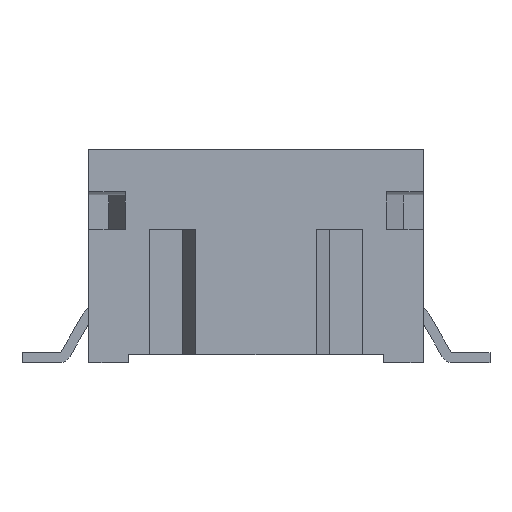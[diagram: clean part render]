
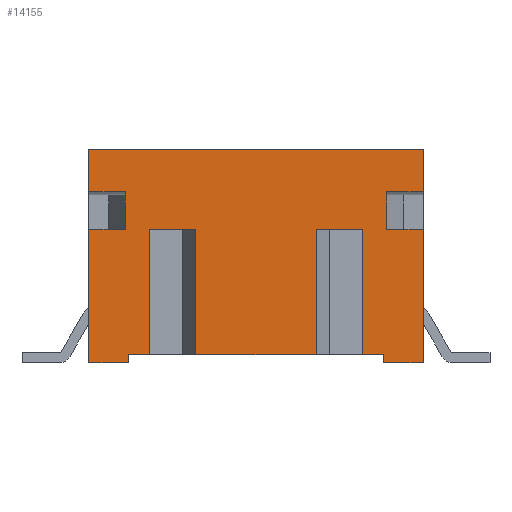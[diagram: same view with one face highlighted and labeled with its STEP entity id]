
A CAD part, front view. The second image highlights one B-rep face of the part: STEP entity #14155.
In plain terms, the highlighted planar face has unit normal (0, -1, 0).
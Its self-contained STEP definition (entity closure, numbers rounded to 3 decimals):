
#2542 = VERTEX_POINT('',#2543);
#2543 = CARTESIAN_POINT('',(-1.8,-5.,4.));
#2549 = EDGE_CURVE('',#2550,#2542,#2552,.T.);
#2550 = VERTEX_POINT('',#2551);
#2551 = CARTESIAN_POINT('',(-3.18,-5.,4.));
#2552 = LINE('',#2553,#2554);
#2553 = CARTESIAN_POINT('',(-3.18,-5.,4.));
#2554 = VECTOR('',#2555,1.);
#2555 = DIRECTION('',(1.,0.,0.));
#2622 = VERTEX_POINT('',#2623);
#2623 = CARTESIAN_POINT('',(3.18,-5.,4.));
#2629 = EDGE_CURVE('',#2630,#2622,#2632,.T.);
#2630 = VERTEX_POINT('',#2631);
#2631 = CARTESIAN_POINT('',(1.8,-5.,4.));
#2632 = LINE('',#2633,#2634);
#2633 = CARTESIAN_POINT('',(1.8,-5.,4.));
#2634 = VECTOR('',#2635,1.);
#2635 = DIRECTION('',(1.,0.,0.));
#6699 = VERTEX_POINT('',#6700);
#6700 = CARTESIAN_POINT('',(-3.912,-5.,5.116));
#6707 = EDGE_CURVE('',#6699,#6708,#6710,.T.);
#6708 = VERTEX_POINT('',#6709);
#6709 = CARTESIAN_POINT('',(-5.,-5.,5.116));
#6710 = LINE('',#6711,#6712);
#6711 = CARTESIAN_POINT('',(-3.912,-5.,5.116));
#6712 = VECTOR('',#6713,1.);
#6713 = DIRECTION('',(-1.,0.,0.));
#6783 = EDGE_CURVE('',#6784,#6786,#6788,.T.);
#6784 = VERTEX_POINT('',#6785);
#6785 = CARTESIAN_POINT('',(5.,-5.,5.116));
#6786 = VERTEX_POINT('',#6787);
#6787 = CARTESIAN_POINT('',(3.912,-5.,5.116));
#6788 = LINE('',#6789,#6790);
#6789 = CARTESIAN_POINT('',(5.,-5.,5.116));
#6790 = VECTOR('',#6791,1.);
#6791 = DIRECTION('',(-1.,0.,0.));
#7053 = EDGE_CURVE('',#7054,#6786,#7056,.T.);
#7054 = VERTEX_POINT('',#7055);
#7055 = CARTESIAN_POINT('',(3.912,-5.,4.));
#7056 = LINE('',#7057,#7058);
#7057 = CARTESIAN_POINT('',(3.912,-5.,4.));
#7058 = VECTOR('',#7059,1.);
#7059 = DIRECTION('',(0.,0.,1.));
#7075 = EDGE_CURVE('',#7076,#6699,#7078,.T.);
#7076 = VERTEX_POINT('',#7077);
#7077 = CARTESIAN_POINT('',(-3.912,-5.,4.));
#7078 = LINE('',#7079,#7080);
#7079 = CARTESIAN_POINT('',(-3.912,-5.,4.));
#7080 = VECTOR('',#7081,1.);
#7081 = DIRECTION('',(0.,0.,1.));
#7363 = EDGE_CURVE('',#7364,#6708,#7366,.T.);
#7364 = VERTEX_POINT('',#7365);
#7365 = CARTESIAN_POINT('',(-5.,-5.,6.385));
#7366 = LINE('',#7367,#7368);
#7367 = CARTESIAN_POINT('',(-5.,-5.,6.385));
#7368 = VECTOR('',#7369,1.);
#7369 = DIRECTION('',(0.,0.,-1.));
#7462 = VERTEX_POINT('',#7463);
#7463 = CARTESIAN_POINT('',(5.,-5.,6.385));
#7469 = EDGE_CURVE('',#6784,#7462,#7470,.T.);
#7470 = LINE('',#7471,#7472);
#7471 = CARTESIAN_POINT('',(5.,-5.,5.116));
#7472 = VECTOR('',#7473,1.);
#7473 = DIRECTION('',(0.,0.,1.));
#7784 = EDGE_CURVE('',#7364,#7462,#7785,.T.);
#7785 = LINE('',#7786,#7787);
#7786 = CARTESIAN_POINT('',(-5.,-5.,6.385));
#7787 = VECTOR('',#7788,1.);
#7788 = DIRECTION('',(1.,0.,0.));
#7803 = EDGE_CURVE('',#7804,#7054,#7806,.T.);
#7804 = VERTEX_POINT('',#7805);
#7805 = CARTESIAN_POINT('',(5.,-5.,4.));
#7806 = LINE('',#7807,#7808);
#7807 = CARTESIAN_POINT('',(5.,-5.,4.));
#7808 = VECTOR('',#7809,1.);
#7809 = DIRECTION('',(-1.,0.,0.));
#7835 = VERTEX_POINT('',#7836);
#7836 = CARTESIAN_POINT('',(-5.,-5.,4.));
#7842 = EDGE_CURVE('',#7076,#7835,#7843,.T.);
#7843 = LINE('',#7844,#7845);
#7844 = CARTESIAN_POINT('',(-3.912,-5.,4.));
#7845 = VECTOR('',#7846,1.);
#7846 = DIRECTION('',(-1.,0.,0.));
#11088 = VERTEX_POINT('',#11089);
#11089 = CARTESIAN_POINT('',(3.82,-5.,0.25));
#11095 = EDGE_CURVE('',#11096,#11088,#11098,.T.);
#11096 = VERTEX_POINT('',#11097);
#11097 = CARTESIAN_POINT('',(3.18,-5.,0.25));
#11098 = LINE('',#11099,#11100);
#11099 = CARTESIAN_POINT('',(3.18,-5.,0.25));
#11100 = VECTOR('',#11101,1.);
#11101 = DIRECTION('',(1.,0.,0.));
#11120 = VERTEX_POINT('',#11121);
#11121 = CARTESIAN_POINT('',(1.8,-5.,0.25));
#11127 = EDGE_CURVE('',#11128,#11120,#11130,.T.);
#11128 = VERTEX_POINT('',#11129);
#11129 = CARTESIAN_POINT('',(-1.8,-5.,0.25));
#11130 = LINE('',#11131,#11132);
#11131 = CARTESIAN_POINT('',(-1.8,-5.,0.25));
#11132 = VECTOR('',#11133,1.);
#11133 = DIRECTION('',(1.,0.,0.));
#11152 = VERTEX_POINT('',#11153);
#11153 = CARTESIAN_POINT('',(-3.18,-5.,0.25));
#11159 = EDGE_CURVE('',#11160,#11152,#11162,.T.);
#11160 = VERTEX_POINT('',#11161);
#11161 = CARTESIAN_POINT('',(-3.82,-5.,0.25));
#11162 = LINE('',#11163,#11164);
#11163 = CARTESIAN_POINT('',(-3.82,-5.,0.25));
#11164 = VECTOR('',#11165,1.);
#11165 = DIRECTION('',(1.,0.,0.));
#12178 = EDGE_CURVE('',#12179,#7804,#12181,.T.);
#12179 = VERTEX_POINT('',#12180);
#12180 = CARTESIAN_POINT('',(5.,-5.,0.));
#12181 = LINE('',#12182,#12183);
#12182 = CARTESIAN_POINT('',(5.,-5.,0.));
#12183 = VECTOR('',#12184,1.);
#12184 = DIRECTION('',(0.,0.,1.));
#13247 = EDGE_CURVE('',#11120,#2630,#13248,.T.);
#13248 = LINE('',#13249,#13250);
#13249 = CARTESIAN_POINT('',(1.8,-5.,0.25));
#13250 = VECTOR('',#13251,1.);
#13251 = DIRECTION('',(0.,0.,1.));
#13262 = EDGE_CURVE('',#2622,#11096,#13263,.T.);
#13263 = LINE('',#13264,#13265);
#13264 = CARTESIAN_POINT('',(3.18,-5.,4.));
#13265 = VECTOR('',#13266,1.);
#13266 = DIRECTION('',(0.,0.,-1.));
#13303 = EDGE_CURVE('',#11152,#2550,#13304,.T.);
#13304 = LINE('',#13305,#13306);
#13305 = CARTESIAN_POINT('',(-3.18,-5.,0.25));
#13306 = VECTOR('',#13307,1.);
#13307 = DIRECTION('',(0.,0.,1.));
#13318 = EDGE_CURVE('',#2542,#11128,#13319,.T.);
#13319 = LINE('',#13320,#13321);
#13320 = CARTESIAN_POINT('',(-1.8,-5.,4.));
#13321 = VECTOR('',#13322,1.);
#13322 = DIRECTION('',(0.,0.,-1.));
#13618 = VERTEX_POINT('',#13619);
#13619 = CARTESIAN_POINT('',(-5.,-5.,0.));
#13625 = EDGE_CURVE('',#13618,#7835,#13626,.T.);
#13626 = LINE('',#13627,#13628);
#13627 = CARTESIAN_POINT('',(-5.,-5.,0.));
#13628 = VECTOR('',#13629,1.);
#13629 = DIRECTION('',(0.,0.,1.));
#13692 = VERTEX_POINT('',#13693);
#13693 = CARTESIAN_POINT('',(-3.82,-5.,0.));
#13699 = EDGE_CURVE('',#13692,#13618,#13700,.T.);
#13700 = LINE('',#13701,#13702);
#13701 = CARTESIAN_POINT('',(-3.82,-5.,0.));
#13702 = VECTOR('',#13703,1.);
#13703 = DIRECTION('',(-1.,0.,0.));
#13883 = VERTEX_POINT('',#13884);
#13884 = CARTESIAN_POINT('',(3.82,-5.,0.));
#13890 = EDGE_CURVE('',#11088,#13883,#13891,.T.);
#13891 = LINE('',#13892,#13893);
#13892 = CARTESIAN_POINT('',(3.82,-5.,0.25));
#13893 = VECTOR('',#13894,1.);
#13894 = DIRECTION('',(0.,0.,-1.));
#14015 = EDGE_CURVE('',#13692,#11160,#14016,.T.);
#14016 = LINE('',#14017,#14018);
#14017 = CARTESIAN_POINT('',(-3.82,-5.,0.));
#14018 = VECTOR('',#14019,1.);
#14019 = DIRECTION('',(0.,0.,1.));
#14100 = EDGE_CURVE('',#12179,#13883,#14101,.T.);
#14101 = LINE('',#14102,#14103);
#14102 = CARTESIAN_POINT('',(5.,-5.,0.));
#14103 = VECTOR('',#14104,1.);
#14104 = DIRECTION('',(-1.,0.,0.));
#14155 = ADVANCED_FACE('',(#14156),#14182,.T.);
#14156 = FACE_BOUND('',#14157,.T.);
#14157 = EDGE_LOOP('',(#14158,#14159,#14160,#14161,#14162,#14163,#14164,
    #14165,#14166,#14167,#14168,#14169,#14170,#14171,#14172,#14173,
    #14174,#14175,#14176,#14177,#14178,#14179,#14180,#14181));
#14158 = ORIENTED_EDGE('',*,*,#13262,.T.);
#14159 = ORIENTED_EDGE('',*,*,#11095,.T.);
#14160 = ORIENTED_EDGE('',*,*,#13890,.T.);
#14161 = ORIENTED_EDGE('',*,*,#14100,.F.);
#14162 = ORIENTED_EDGE('',*,*,#12178,.T.);
#14163 = ORIENTED_EDGE('',*,*,#7803,.T.);
#14164 = ORIENTED_EDGE('',*,*,#7053,.T.);
#14165 = ORIENTED_EDGE('',*,*,#6783,.F.);
#14166 = ORIENTED_EDGE('',*,*,#7469,.T.);
#14167 = ORIENTED_EDGE('',*,*,#7784,.F.);
#14168 = ORIENTED_EDGE('',*,*,#7363,.T.);
#14169 = ORIENTED_EDGE('',*,*,#6707,.F.);
#14170 = ORIENTED_EDGE('',*,*,#7075,.F.);
#14171 = ORIENTED_EDGE('',*,*,#7842,.T.);
#14172 = ORIENTED_EDGE('',*,*,#13625,.F.);
#14173 = ORIENTED_EDGE('',*,*,#13699,.F.);
#14174 = ORIENTED_EDGE('',*,*,#14015,.T.);
#14175 = ORIENTED_EDGE('',*,*,#11159,.T.);
#14176 = ORIENTED_EDGE('',*,*,#13303,.T.);
#14177 = ORIENTED_EDGE('',*,*,#2549,.T.);
#14178 = ORIENTED_EDGE('',*,*,#13318,.T.);
#14179 = ORIENTED_EDGE('',*,*,#11127,.T.);
#14180 = ORIENTED_EDGE('',*,*,#13247,.T.);
#14181 = ORIENTED_EDGE('',*,*,#2629,.T.);
#14182 = PLANE('',#14183);
#14183 = AXIS2_PLACEMENT_3D('',#14184,#14185,#14186);
#14184 = CARTESIAN_POINT('',(5.,-5.,0.));
#14185 = DIRECTION('',(0.,-1.,0.));
#14186 = DIRECTION('',(0.,0.,-1.));
